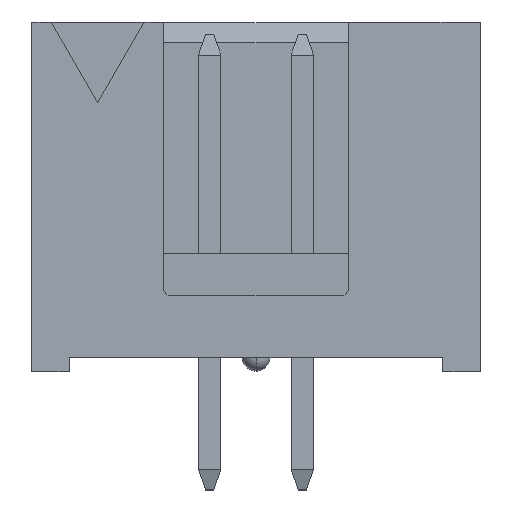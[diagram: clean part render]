
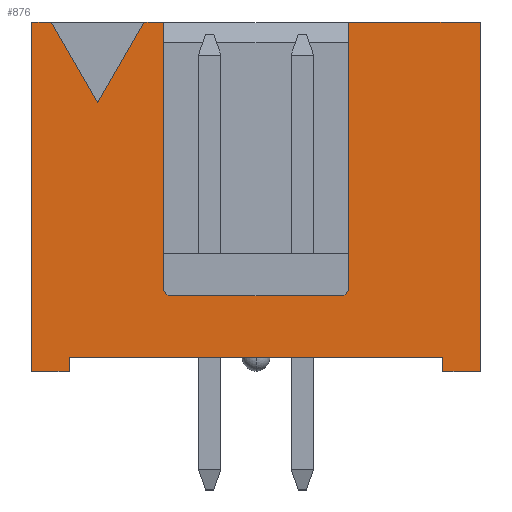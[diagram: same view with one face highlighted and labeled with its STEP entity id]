
A CAD part, top view. The second image highlights one B-rep face of the part: STEP entity #876.
In plain terms, the highlighted planar face has unit normal (0, 0, 1).
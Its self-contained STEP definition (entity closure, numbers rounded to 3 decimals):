
#1 = CARTESIAN_POINT ( 'NONE',  ( -6.145, 0., 4.41 ) ) ;
#7 = VERTEX_POINT ( 'NONE', #291 ) ;
#48 = ORIENTED_EDGE ( 'NONE', *, *, #129, .F. ) ;
#66 = CARTESIAN_POINT ( 'NONE',  ( -2.54, 2.27, 4.41 ) ) ;
#120 = DIRECTION ( 'NONE',  ( 1., 0., 0. ) ) ;
#129 = EDGE_CURVE ( 'NONE', #2978, #5606, #3885, .T. ) ;
#140 = ORIENTED_EDGE ( 'NONE', *, *, #4987, .T. ) ;
#238 = CARTESIAN_POINT ( 'NONE',  ( -5.612, 9.57, 4.41 ) ) ;
#240 = CARTESIAN_POINT ( 'NONE',  ( -2.54, 9.57, 4.41 ) ) ;
#259 = VERTEX_POINT ( 'NONE', #240 ) ;
#291 = CARTESIAN_POINT ( 'NONE',  ( -3.072, 9.57, 4.41 ) ) ;
#439 = VERTEX_POINT ( 'NONE', #2950 ) ;
#485 = DIRECTION ( 'NONE',  ( -1., 0., 0. ) ) ;
#498 = LINE ( 'NONE', #1499, #1903 ) ;
#568 = VERTEX_POINT ( 'NONE', #66 ) ;
#593 = LINE ( 'NONE', #5396, #3024 ) ;
#638 = LINE ( 'NONE', #1443, #2489 ) ;
#717 = VERTEX_POINT ( 'NONE', #4986 ) ;
#744 = EDGE_CURVE ( 'NONE', #5606, #3364, #2492, .T. ) ;
#781 = LINE ( 'NONE', #1215, #2734 ) ;
#783 = ORIENTED_EDGE ( 'NONE', *, *, #4168, .F. ) ;
#793 = ORIENTED_EDGE ( 'NONE', *, *, #3820, .F. ) ;
#809 = DIRECTION ( 'NONE',  ( 0., 0., -1. ) ) ;
#838 = ORIENTED_EDGE ( 'NONE', *, *, #5678, .T. ) ;
#843 = AXIS2_PLACEMENT_3D ( 'NONE', #4095, #1223, #1947 ) ;
#876 = ADVANCED_FACE ( 'NONE', ( #1677 ), #4347, .F. ) ;
#909 = LINE ( 'NONE', #3999, #1665 ) ;
#1076 = LINE ( 'NONE', #5386, #5625 ) ;
#1110 = VERTEX_POINT ( 'NONE', #4826 ) ;
#1146 = EDGE_CURVE ( 'NONE', #4811, #5197, #593, .T. ) ;
#1173 = VERTEX_POINT ( 'NONE', #2778 ) ;
#1215 = CARTESIAN_POINT ( 'NONE',  ( -4.342, 7.37, 4.41 ) ) ;
#1223 = DIRECTION ( 'NONE',  ( 0., 0., 1. ) ) ;
#1226 = VECTOR ( 'NONE', #3390, 1000. ) ;
#1230 = LINE ( 'NONE', #238, #3846 ) ;
#1265 = VECTOR ( 'NONE', #5562, 1000. ) ;
#1277 = CARTESIAN_POINT ( 'NONE',  ( -2.34, 2.07, 4.41 ) ) ;
#1279 = LINE ( 'NONE', #1, #4529 ) ;
#1305 = VECTOR ( 'NONE', #3245, 1000. ) ;
#1357 = EDGE_CURVE ( 'NONE', #3364, #3620, #5388, .T. ) ;
#1409 = EDGE_CURVE ( 'NONE', #1967, #2705, #638, .T. ) ;
#1416 = DIRECTION ( 'NONE',  ( 1., 0., 0. ) ) ;
#1443 = CARTESIAN_POINT ( 'NONE',  ( 6.145, 9.57, 4.41 ) ) ;
#1479 = CARTESIAN_POINT ( 'NONE',  ( 2.54, 9.57, 4.41 ) ) ;
#1499 = CARTESIAN_POINT ( 'NONE',  ( 5.125, 0.38, 4.41 ) ) ;
#1665 = VECTOR ( 'NONE', #1416, 1000. ) ;
#1677 = FACE_OUTER_BOUND ( 'NONE', #2452, .T. ) ;
#1814 = ORIENTED_EDGE ( 'NONE', *, *, #1357, .F. ) ;
#1847 = EDGE_CURVE ( 'NONE', #3620, #1967, #909, .T. ) ;
#1880 = DIRECTION ( 'NONE',  ( 0., 1., 0. ) ) ;
#1903 = VECTOR ( 'NONE', #5003, 1000. ) ;
#1947 = DIRECTION ( 'NONE',  ( 1., 0., 0. ) ) ;
#1967 = VERTEX_POINT ( 'NONE', #3453 ) ;
#2142 = CARTESIAN_POINT ( 'NONE',  ( 2.34, 2.07, 4.41 ) ) ;
#2167 = EDGE_CURVE ( 'NONE', #259, #568, #4124, .T. ) ;
#2191 = CARTESIAN_POINT ( 'NONE',  ( -5.612, 9.57, 4.41 ) ) ;
#2314 = VERTEX_POINT ( 'NONE', #2604 ) ;
#2344 = ORIENTED_EDGE ( 'NONE', *, *, #2167, .F. ) ;
#2452 = EDGE_LOOP ( 'NONE', ( #4135, #783, #4522, #5692, #2944, #140, #793, #5607, #5549, #838, #3655, #3687, #1814, #4999, #48, #2594, #2344 ) ) ;
#2489 = VECTOR ( 'NONE', #3587, 1000. ) ;
#2492 = CIRCLE ( 'NONE', #843, 0.2 ) ;
#2594 = ORIENTED_EDGE ( 'NONE', *, *, #3651, .F. ) ;
#2604 = CARTESIAN_POINT ( 'NONE',  ( -5.125, 0.38, 4.41 ) ) ;
#2673 = LINE ( 'NONE', #4432, #5022 ) ;
#2705 = VERTEX_POINT ( 'NONE', #3495 ) ;
#2734 = VECTOR ( 'NONE', #4678, 1000. ) ;
#2778 = CARTESIAN_POINT ( 'NONE',  ( 5.125, 0.38, 4.41 ) ) ;
#2793 = EDGE_CURVE ( 'NONE', #1173, #2314, #2673, .T. ) ;
#2803 = CARTESIAN_POINT ( 'NONE',  ( -6.145, 9.57, 4.41 ) ) ;
#2821 = VECTOR ( 'NONE', #3019, 1000. ) ;
#2825 = CARTESIAN_POINT ( 'NONE',  ( 2.54, 9.57, 4.41 ) ) ;
#2894 = CARTESIAN_POINT ( 'NONE',  ( 2.54, 2.27, 4.41 ) ) ;
#2944 = ORIENTED_EDGE ( 'NONE', *, *, #5094, .T. ) ;
#2950 = CARTESIAN_POINT ( 'NONE',  ( 5.125, 0., 4.41 ) ) ;
#2978 = VERTEX_POINT ( 'NONE', #3069 ) ;
#3019 = DIRECTION ( 'NONE',  ( 1., 0., 0. ) ) ;
#3024 = VECTOR ( 'NONE', #3518, 1000. ) ;
#3069 = CARTESIAN_POINT ( 'NONE',  ( -2.34, 2.07, 4.41 ) ) ;
#3134 = EDGE_CURVE ( 'NONE', #5197, #1110, #1230, .T. ) ;
#3156 = DIRECTION ( 'NONE',  ( 0., -1., 0. ) ) ;
#3213 = AXIS2_PLACEMENT_3D ( 'NONE', #3409, #809, #5245 ) ;
#3222 = CARTESIAN_POINT ( 'NONE',  ( -2.34, 2.27, 4.41 ) ) ;
#3245 = DIRECTION ( 'NONE',  ( 0., -1., 0. ) ) ;
#3276 = CARTESIAN_POINT ( 'NONE',  ( -5.125, 0.38, 4.41 ) ) ;
#3364 = VERTEX_POINT ( 'NONE', #2894 ) ;
#3390 = DIRECTION ( 'NONE',  ( 1., 0., 0. ) ) ;
#3409 = CARTESIAN_POINT ( 'NONE',  ( -6.145, 9.57, 4.41 ) ) ;
#3453 = CARTESIAN_POINT ( 'NONE',  ( 6.145, 9.57, 4.41 ) ) ;
#3495 = CARTESIAN_POINT ( 'NONE',  ( 6.145, 0., 4.41 ) ) ;
#3518 = DIRECTION ( 'NONE',  ( 1., 0., 0. ) ) ;
#3587 = DIRECTION ( 'NONE',  ( 0., -1., 0. ) ) ;
#3620 = VERTEX_POINT ( 'NONE', #1479 ) ;
#3642 = DIRECTION ( 'NONE',  ( 0., 0., 1. ) ) ;
#3651 = EDGE_CURVE ( 'NONE', #568, #2978, #3656, .T. ) ;
#3655 = ORIENTED_EDGE ( 'NONE', *, *, #1409, .F. ) ;
#3656 = CIRCLE ( 'NONE', #4955, 0.2 ) ;
#3687 = ORIENTED_EDGE ( 'NONE', *, *, #1847, .F. ) ;
#3794 = LINE ( 'NONE', #3276, #1265 ) ;
#3820 = EDGE_CURVE ( 'NONE', #2314, #717, #3794, .T. ) ;
#3832 = CARTESIAN_POINT ( 'NONE',  ( -6.145, 9.57, 4.41 ) ) ;
#3846 = VECTOR ( 'NONE', #3857, 1000. ) ;
#3857 = DIRECTION ( 'NONE',  ( 0.5, -0.866, 0. ) ) ;
#3885 = LINE ( 'NONE', #1277, #2821 ) ;
#3999 = CARTESIAN_POINT ( 'NONE',  ( -6.145, 9.57, 4.41 ) ) ;
#4063 = EDGE_CURVE ( 'NONE', #1173, #439, #498, .T. ) ;
#4095 = CARTESIAN_POINT ( 'NONE',  ( 2.34, 2.27, 4.41 ) ) ;
#4124 = LINE ( 'NONE', #5344, #1305 ) ;
#4135 = ORIENTED_EDGE ( 'NONE', *, *, #5246, .F. ) ;
#4168 = EDGE_CURVE ( 'NONE', #1110, #7, #781, .T. ) ;
#4228 = VECTOR ( 'NONE', #1880, 1000. ) ;
#4261 = CARTESIAN_POINT ( 'NONE',  ( -6.145, 0., 4.41 ) ) ;
#4286 = LINE ( 'NONE', #4261, #5638 ) ;
#4347 = PLANE ( 'NONE',  #3213 ) ;
#4387 = VERTEX_POINT ( 'NONE', #5471 ) ;
#4432 = CARTESIAN_POINT ( 'NONE',  ( 0., 0.38, 4.41 ) ) ;
#4522 = ORIENTED_EDGE ( 'NONE', *, *, #3134, .F. ) ;
#4529 = VECTOR ( 'NONE', #4894, 1000. ) ;
#4678 = DIRECTION ( 'NONE',  ( 0.5, 0.866, 0. ) ) ;
#4727 = LINE ( 'NONE', #3832, #1226 ) ;
#4811 = VERTEX_POINT ( 'NONE', #2803 ) ;
#4826 = CARTESIAN_POINT ( 'NONE',  ( -4.342, 7.37, 4.41 ) ) ;
#4894 = DIRECTION ( 'NONE',  ( 1., 0., 0. ) ) ;
#4955 = AXIS2_PLACEMENT_3D ( 'NONE', #3222, #3642, #120 ) ;
#4986 = CARTESIAN_POINT ( 'NONE',  ( -5.125, 0., 4.41 ) ) ;
#4987 = EDGE_CURVE ( 'NONE', #4387, #717, #1279, .T. ) ;
#4999 = ORIENTED_EDGE ( 'NONE', *, *, #744, .F. ) ;
#5003 = DIRECTION ( 'NONE',  ( 0., -1., 0. ) ) ;
#5022 = VECTOR ( 'NONE', #485, 1000. ) ;
#5092 = DIRECTION ( 'NONE',  ( 1., 0., 0. ) ) ;
#5094 = EDGE_CURVE ( 'NONE', #4811, #4387, #1076, .T. ) ;
#5197 = VERTEX_POINT ( 'NONE', #2191 ) ;
#5245 = DIRECTION ( 'NONE',  ( -1., 0., 0. ) ) ;
#5246 = EDGE_CURVE ( 'NONE', #7, #259, #4727, .T. ) ;
#5344 = CARTESIAN_POINT ( 'NONE',  ( -2.54, 9.57, 4.41 ) ) ;
#5386 = CARTESIAN_POINT ( 'NONE',  ( -6.145, 9.57, 4.41 ) ) ;
#5388 = LINE ( 'NONE', #2825, #4228 ) ;
#5396 = CARTESIAN_POINT ( 'NONE',  ( -6.145, 9.57, 4.41 ) ) ;
#5471 = CARTESIAN_POINT ( 'NONE',  ( -6.145, 0., 4.41 ) ) ;
#5549 = ORIENTED_EDGE ( 'NONE', *, *, #4063, .T. ) ;
#5562 = DIRECTION ( 'NONE',  ( 0., -1., 0. ) ) ;
#5606 = VERTEX_POINT ( 'NONE', #2142 ) ;
#5607 = ORIENTED_EDGE ( 'NONE', *, *, #2793, .F. ) ;
#5625 = VECTOR ( 'NONE', #3156, 1000. ) ;
#5638 = VECTOR ( 'NONE', #5092, 1000. ) ;
#5678 = EDGE_CURVE ( 'NONE', #439, #2705, #4286, .T. ) ;
#5692 = ORIENTED_EDGE ( 'NONE', *, *, #1146, .F. ) ;
